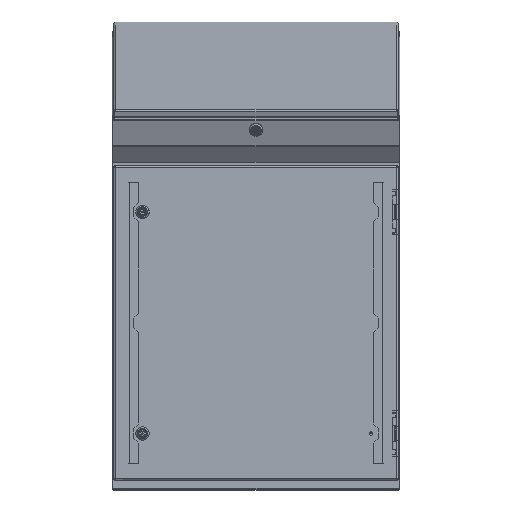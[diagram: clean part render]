
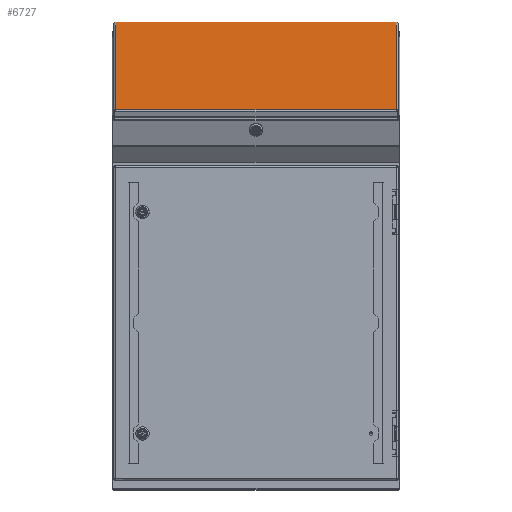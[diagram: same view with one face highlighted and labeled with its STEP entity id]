
A CAD part, top view. The second image highlights one B-rep face of the part: STEP entity #6727.
In plain terms, the highlighted face is planar.
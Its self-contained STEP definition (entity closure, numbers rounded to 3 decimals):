
#6035 = EDGE_CURVE ( 'NONE', #20745, #6051, #74197, .T. ) ;
#6051 = VERTEX_POINT ( 'NONE', #29316 ) ;
#6727 = ADVANCED_FACE ( 'NONE', ( #50204 ), #24135, .F. ) ;
#10265 = EDGE_CURVE ( 'NONE', #10940, #20745, #96436, .T. ) ;
#10940 = VERTEX_POINT ( 'NONE', #56177 ) ;
#11772 = CARTESIAN_POINT ( 'NONE',  ( -293., 0., -259.5 ) ) ;
#14310 = AXIS2_PLACEMENT_3D ( 'NONE', #24509, #60507, #50069 ) ;
#14621 = VECTOR ( 'NONE', #21142, 1000. ) ;
#18843 = ORIENTED_EDGE ( 'NONE', *, *, #10265, .T. ) ;
#20745 = VERTEX_POINT ( 'NONE', #108444 ) ;
#21142 = DIRECTION ( 'NONE',  ( 1., 0., 0. ) ) ;
#24135 = PLANE ( 'NONE',  #14310 ) ;
#24509 = CARTESIAN_POINT ( 'NONE',  ( 297., 0., -259.5 ) ) ;
#29316 = CARTESIAN_POINT ( 'NONE',  ( 293., 0., 255.5 ) ) ;
#32495 = EDGE_CURVE ( 'NONE', #110322, #10940, #67884, .T. ) ;
#36777 = EDGE_LOOP ( 'NONE', ( #114767, #18843, #40775, #54529 ) ) ;
#40775 = ORIENTED_EDGE ( 'NONE', *, *, #6035, .T. ) ;
#42860 = LINE ( 'NONE', #56258, #59377 ) ;
#47430 = CARTESIAN_POINT ( 'NONE',  ( 293., 0., -255.5 ) ) ;
#47916 = CARTESIAN_POINT ( 'NONE',  ( -294.646, 0., 255.5 ) ) ;
#50069 = DIRECTION ( 'NONE',  ( 0., 0., -1. ) ) ;
#50204 = FACE_OUTER_BOUND ( 'NONE', #36777, .T. ) ;
#54529 = ORIENTED_EDGE ( 'NONE', *, *, #105772, .T. ) ;
#56177 = CARTESIAN_POINT ( 'NONE',  ( -293., 0., -255.5 ) ) ;
#56258 = CARTESIAN_POINT ( 'NONE',  ( 293., 0., 257.146 ) ) ;
#56352 = DIRECTION ( 'NONE',  ( 0., 0., 1. ) ) ;
#57002 = DIRECTION ( 'NONE',  ( 0., 0., -1. ) ) ;
#59377 = VECTOR ( 'NONE', #57002, 1000. ) ;
#60507 = DIRECTION ( 'NONE',  ( 0., -1., 0. ) ) ;
#66022 = VECTOR ( 'NONE', #56352, 1000. ) ;
#67884 = LINE ( 'NONE', #68357, #80257 ) ;
#68357 = CARTESIAN_POINT ( 'NONE',  ( 293., 0., -255.5 ) ) ;
#74197 = LINE ( 'NONE', #47916, #14621 ) ;
#80257 = VECTOR ( 'NONE', #94987, 1000. ) ;
#94987 = DIRECTION ( 'NONE',  ( -1., 0., 0. ) ) ;
#96436 = LINE ( 'NONE', #11772, #66022 ) ;
#105772 = EDGE_CURVE ( 'NONE', #6051, #110322, #42860, .T. ) ;
#108444 = CARTESIAN_POINT ( 'NONE',  ( -293., 0., 255.5 ) ) ;
#110322 = VERTEX_POINT ( 'NONE', #47430 ) ;
#114767 = ORIENTED_EDGE ( 'NONE', *, *, #32495, .T. ) ;
